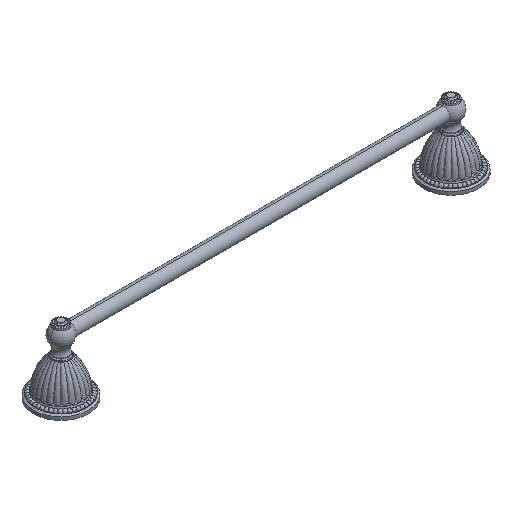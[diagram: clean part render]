
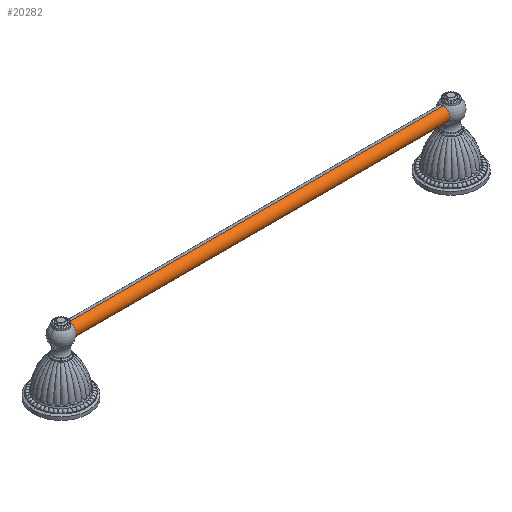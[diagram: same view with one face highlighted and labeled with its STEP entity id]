
A CAD part, isometric view. The second image highlights one B-rep face of the part: STEP entity #20282.
In plain terms, the highlighted cylindrical face has radius 7.938 mm (diameter 15.875 mm), a partial arc.
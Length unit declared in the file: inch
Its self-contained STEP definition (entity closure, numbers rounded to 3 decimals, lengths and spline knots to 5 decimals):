
#20220=CARTESIAN_POINT('',(8.996,0.,2.558));
#20221=DIRECTION('',(-1.,0.,0.));
#20222=DIRECTION('',(0.,0.,-1.));
#20223=AXIS2_PLACEMENT_3D('',#20220,#20221,#20222);
#20230=DIRECTION('',(-1.,0.,0.));
#20231=VECTOR('',#20230,17.89);
#20232=CARTESIAN_POINT('',(8.996,0.,2.2455));
#20233=LINE('',#20232,#20231);
#20234=CARTESIAN_POINT('',(-8.894,0.,2.558));
#20235=DIRECTION('',(-1.,0.,0.));
#20236=DIRECTION('',(0.,0.,-1.));
#20237=AXIS2_PLACEMENT_3D('',#20234,#20235,#20236);
#20239=DIRECTION('',(-1.,0.,0.));
#20240=VECTOR('',#20239,17.89);
#20241=CARTESIAN_POINT('',(8.996,0.,2.8705));
#20242=LINE('',#20241,#20240);
#20248=CARTESIAN_POINT('',(8.996,0.,2.2455));
#20249=CARTESIAN_POINT('',(8.996,0.,2.8705));
#20250=VERTEX_POINT('',#20248);
#20251=VERTEX_POINT('',#20249);
#20252=CARTESIAN_POINT('',(-8.894,0.,2.2455));
#20253=CARTESIAN_POINT('',(-8.894,0.,2.8705));
#20254=VERTEX_POINT('',#20252);
#20255=VERTEX_POINT('',#20253);
#20268=CARTESIAN_POINT('',(8.996,0.,2.558));
#20269=DIRECTION('',(-1.,0.,0.));
#20270=DIRECTION('',(0.,0.,-1.));
#20271=AXIS2_PLACEMENT_3D('',#20268,#20269,#20270);
#20272=CYLINDRICAL_SURFACE('',#20271,0.3125);
#20273=ORIENTED_EDGE('',*,*,#20261,.F.);
#20275=ORIENTED_EDGE('',*,*,#20274,.T.);
#20277=ORIENTED_EDGE('',*,*,#20276,.T.);
#20279=ORIENTED_EDGE('',*,*,#20278,.F.);
#20280=EDGE_LOOP('',(#20273,#20275,#20277,#20279));
#20281=FACE_OUTER_BOUND('',#20280,.F.);
#20282=ADVANCED_FACE('',(#20281),#20272,.T.);
#20224=CIRCLE('',#20223,0.3125);
#20238=CIRCLE('',#20237,0.3125);
#20261=EDGE_CURVE('',#20250,#20251,#20224,.T.);
#20274=EDGE_CURVE('',#20250,#20254,#20233,.T.);
#20276=EDGE_CURVE('',#20254,#20255,#20238,.T.);
#20278=EDGE_CURVE('',#20251,#20255,#20242,.T.);
